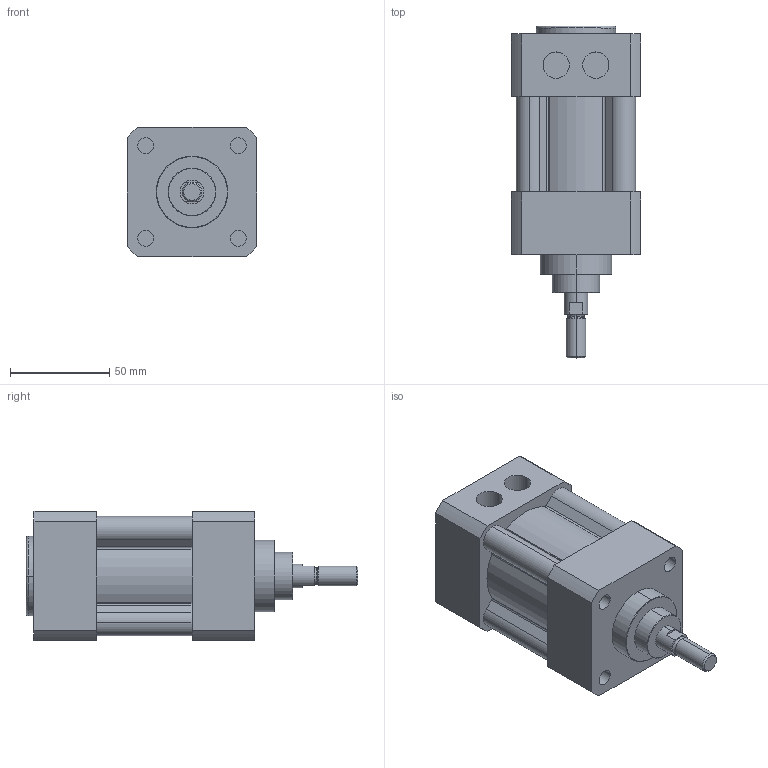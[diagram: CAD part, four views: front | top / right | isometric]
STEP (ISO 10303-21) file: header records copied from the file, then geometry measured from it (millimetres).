
FILE_DESCRIPTION((''),'1');
FILE_NAME(' ',' ',(''),(''),'ACIS Interop R17','Kubotek KeyCreator V7.0.2 (6668)',' ');
FILE_SCHEMA(('automotive_design'));
Length unit declared in the file: millimetre
Products named in the file (4): 1[1]
Bounding box: 65 x 167 x 65 mm (x, y, z)
Volume: 367550.2 mm3; surface area: 97304.3 mm2
Topology: 4 solids, 8 shells, 162 faces, 354 edges, 230 vertices
Faces by surface type: cylinder 88, plane 60, cone 8, torus 6
Entity records: 9403 total; most frequent: PRESENTATION_STYLE_ASSIGNMENT 897, COLOUR_RGB 897, DIRECTION 886, STYLED_ITEM 750, CARTESIAN_POINT 750, ORIENTED_EDGE 708, CURVE_STYLE 501, DRAUGHTING_PRE_DEFINED_CURVE_FONT 501
